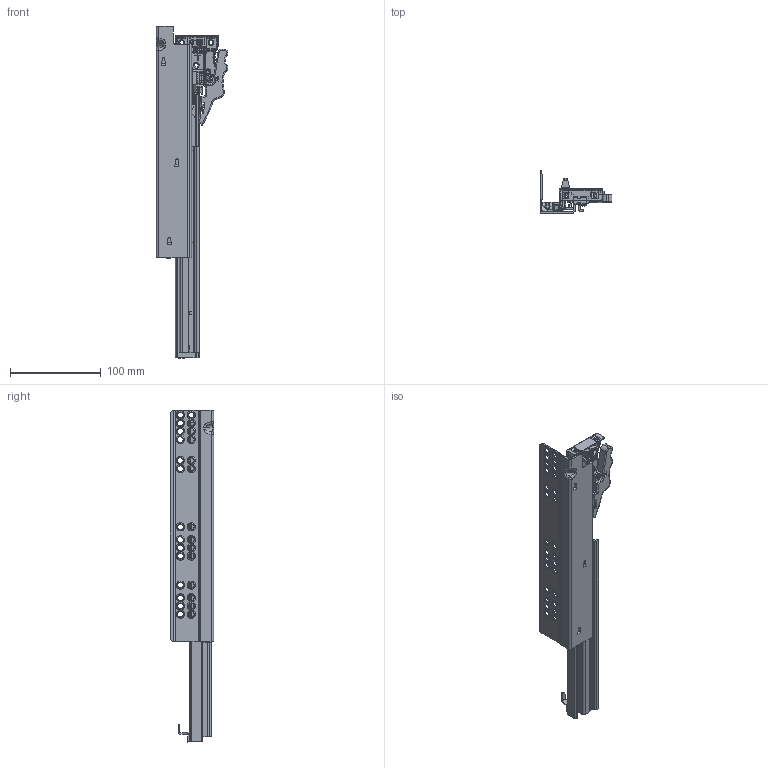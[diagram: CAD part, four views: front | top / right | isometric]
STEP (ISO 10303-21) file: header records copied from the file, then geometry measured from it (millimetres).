
FILE_DESCRIPTION (( 'STEP AP214' ), '1' );
FILE_NAME ('FR_3002.0366mm_14,5inch_closed_left.STEP', '2022-11-02T06:56:36', ( '' ), ( '' ), 'SwSTEP 2.0', 'SolidWorks 2020', '' );
FILE_SCHEMA (( 'AUTOMOTIVE_DESIGN' ));
Length unit declared in the file: millimetre
Products named in the file (29): FR 3XXX CLOSE ADJUSTMENT LEFT; FR 3XXX ECD DAMPER ROD; FR 3XXX ECD LATCH LEFT; FR 3XXX ECD LEFT_ECD LEFT CLOSED; FR 3XXX PLASTIC HOUSING LEFT; FR 3XXX ECD LONG SPRING; FR 3XXX METAL PLATE LEFT; 3002.XXX-03.C047_NL  366; FR 3XXX HANDLE SCREW; FR 3XXX ECD PIN; FR 3XXX END CAP; 3002.XXX-01.C047_NL  366 CLOSED; FR 3XXX LOCKING HANDLE LEFT; FR 3XXX L_R ADJUSTMENT THREAD; FR 3XXX SLIDER LEFT; FR 3XXX THUMBWHEEL; 3002.366-01.C047; 3002.366-02.C047; FR 3XXX ECD DAMPER CYLINDER; FR_3002.0366mm_14,5inch_closed_left; FR 3XXX LOCATING BLOCK LEFT; FR 3XXX.XXX-04; 3002.XXX-02.C047_NL  366; FR 3XXX ECD HOUSING LEFT; 3002.366-03.C047; FR 3XXX HOOK; FR 3XXX HOUSING SCREW; FR 3XXX ECD SHORT SPRING LEFT; FR 3XXX ECD LATCH PIVOT LEFT
Assembly tree (31 placements, depth 4):
  FR_3002.0366mm_14,5inch_closed_left
    3002.XXX-01.C047_NL  366 CLOSED
      3002.366-01.C047
      FR 3XXX ECD LEFT_ECD LEFT CLOSED
        FR 3XXX ECD HOUSING LEFT
        FR 3XXX ECD SHORT SPRING LEFT
        FR 3XXX ECD LONG SPRING
        FR 3XXX ECD DAMPER CYLINDER
        FR 3XXX ECD DAMPER ROD
        FR 3XXX ECD LATCH PIVOT LEFT
        FR 3XXX ECD LATCH LEFT
    3002.XXX-02.C047_NL  366
      3002.366-02.C047
    3002.XXX-03.C047_NL  366
      FR 3XXX END CAP
      FR 3XXX HOOK
      FR 3XXX ECD PIN
      3002.366-03.C047
    FR 3XXX.XXX-04
      FR 3XXX METAL PLATE LEFT
      FR 3XXX PLASTIC HOUSING LEFT
      FR 3XXX SLIDER LEFT
      FR 3XXX L_R ADJUSTMENT THREAD
      FR 3XXX HANDLE SCREW
      FR 3XXX CLOSE ADJUSTMENT LEFT
      FR 3XXX LOCATING BLOCK LEFT
      FR 3XXX LOCKING HANDLE LEFT
      FR 3XXX THUMBWHEEL  x2
      FR 3XXX HOUSING SCREW  x3
Bounding box: 79.06 x 47.5 x 365 mm (x, y, z)
Volume: 125506.8 mm3; surface area: 173181.9 mm2
Topology: 25 solids, 25 shells, 4322 faces, 10860 edges, 6430 vertices
Faces by surface type: cylinder 1628, plane 1338, torus 800, bspline 220, cone 180, sphere 156
Entity records: 133059 total; most frequent: CARTESIAN_POINT 35120, DIRECTION 20997, ORIENTED_EDGE 20250, EDGE_CURVE 10125, AXIS2_PLACEMENT_3D 7832, VERTEX_POINT 6143, LINE 5333, VECTOR 5333
